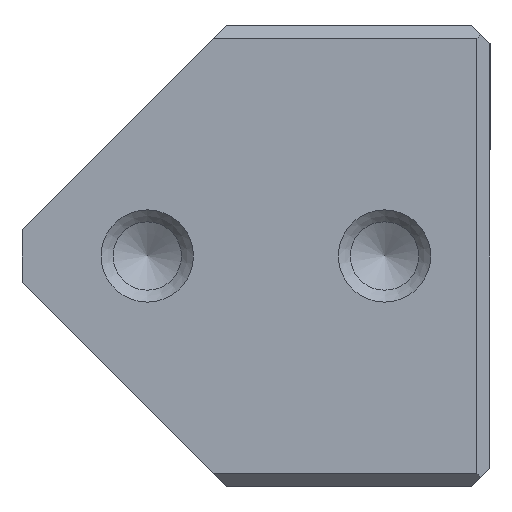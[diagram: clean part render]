
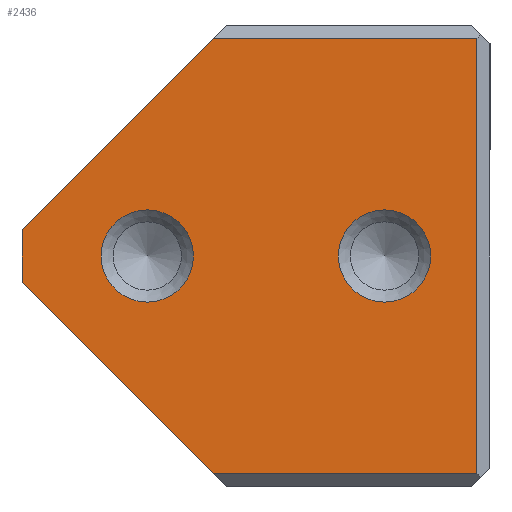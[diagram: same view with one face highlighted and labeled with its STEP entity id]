
A CAD part, left-side view. The second image highlights one B-rep face of the part: STEP entity #2436.
In plain terms, the highlighted planar face has unit normal (-1, 0, 0).
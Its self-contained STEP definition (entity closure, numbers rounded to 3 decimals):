
#2436=ADVANCED_FACE('',(#3263,#3264,#3265),#2783,.T.);
#2783=PLANE('',#8245);
#3008=CIRCLE('',#8243,3.5);
#3009=CIRCLE('',#8244,3.5);
#3263=FACE_BOUND('',#3408,.T.);
#3264=FACE_BOUND('',#3409,.T.);
#3265=FACE_BOUND('',#3410,.T.);
#3408=EDGE_LOOP('',(#4049));
#3409=EDGE_LOOP('',(#4050));
#3410=EDGE_LOOP('',(#4051,#4052,#4053,#4054,#4055,#4056));
#4049=ORIENTED_EDGE('',*,*,#6357,.T.);
#4050=ORIENTED_EDGE('',*,*,#6358,.T.);
#4051=ORIENTED_EDGE('',*,*,#6359,.T.);
#4052=ORIENTED_EDGE('',*,*,#6360,.T.);
#4053=ORIENTED_EDGE('',*,*,#6361,.T.);
#4054=ORIENTED_EDGE('',*,*,#6362,.F.);
#4055=ORIENTED_EDGE('',*,*,#6363,.T.);
#4056=ORIENTED_EDGE('',*,*,#6364,.T.);
#5765=VERTEX_POINT('',#10504);
#5766=VERTEX_POINT('',#10506);
#5767=VERTEX_POINT('',#10508);
#5768=VERTEX_POINT('',#10509);
#5769=VERTEX_POINT('',#10511);
#5770=VERTEX_POINT('',#10513);
#5771=VERTEX_POINT('',#10515);
#5772=VERTEX_POINT('',#10517);
#6357=EDGE_CURVE('',#5765,#5765,#3008,.T.);
#6358=EDGE_CURVE('',#5766,#5766,#3009,.T.);
#6359=EDGE_CURVE('',#5767,#5768,#7133,.T.);
#6360=EDGE_CURVE('',#5768,#5769,#7134,.T.);
#6361=EDGE_CURVE('',#5769,#5770,#7135,.T.);
#6362=EDGE_CURVE('',#5771,#5770,#7136,.T.);
#6363=EDGE_CURVE('',#5771,#5772,#7137,.T.);
#6364=EDGE_CURVE('',#5772,#5767,#7138,.T.);
#7133=LINE('',#10507,#7763);
#7134=LINE('',#10510,#7764);
#7135=LINE('',#10512,#7765);
#7136=LINE('',#10514,#7766);
#7137=LINE('',#10516,#7767);
#7138=LINE('',#10518,#7768);
#7763=VECTOR('',#8721,1.);
#7764=VECTOR('',#8722,1.);
#7765=VECTOR('',#8723,1.);
#7766=VECTOR('',#8724,1.);
#7767=VECTOR('',#8725,1.);
#7768=VECTOR('',#8726,1.);
#8243=AXIS2_PLACEMENT_3D('',#10503,#8717,#8718);
#8244=AXIS2_PLACEMENT_3D('',#10505,#8719,#8720);
#8245=AXIS2_PLACEMENT_3D('',#10519,#8727,#8728);
#8717=DIRECTION('',(1.,0.,0.));
#8718=DIRECTION('',(0.,0.,-1.));
#8719=DIRECTION('',(1.,0.,0.));
#8720=DIRECTION('',(0.,0.,-1.));
#8721=DIRECTION('',(0.,0.,1.));
#8722=DIRECTION('',(0.,1.,0.));
#8723=DIRECTION('',(0.,0.707,-0.707));
#8724=DIRECTION('',(0.,0.,1.));
#8725=DIRECTION('',(0.,-0.707,-0.707));
#8726=DIRECTION('',(0.,-1.,0.));
#8727=DIRECTION('',(-1.,0.,0.));
#8728=DIRECTION('',(0.,0.,-1.));
#10503=CARTESIAN_POINT('',(0.,26.,17.5));
#10504=CARTESIAN_POINT('',(0.,26.,14.));
#10505=CARTESIAN_POINT('',(0.,8.,17.5));
#10506=CARTESIAN_POINT('',(0.,8.,14.));
#10507=CARTESIAN_POINT('',(0.,1.,0.));
#10508=CARTESIAN_POINT('',(0.,1.,1.));
#10509=CARTESIAN_POINT('',(0.,1.,34.));
#10510=CARTESIAN_POINT('',(0.,17.75,34.));
#10511=CARTESIAN_POINT('',(0.,21.002,34.));
#10512=CARTESIAN_POINT('',(0.,36.376,18.626));
#10513=CARTESIAN_POINT('',(0.,35.5,19.502));
#10514=CARTESIAN_POINT('',(0.,35.5,0.));
#10515=CARTESIAN_POINT('',(0.,35.5,15.498));
#10516=CARTESIAN_POINT('',(0.,18.876,-1.126));
#10517=CARTESIAN_POINT('',(0.,21.002,1.));
#10518=CARTESIAN_POINT('',(0.,17.75,1.));
#10519=CARTESIAN_POINT('',(0.,17.75,0.));
